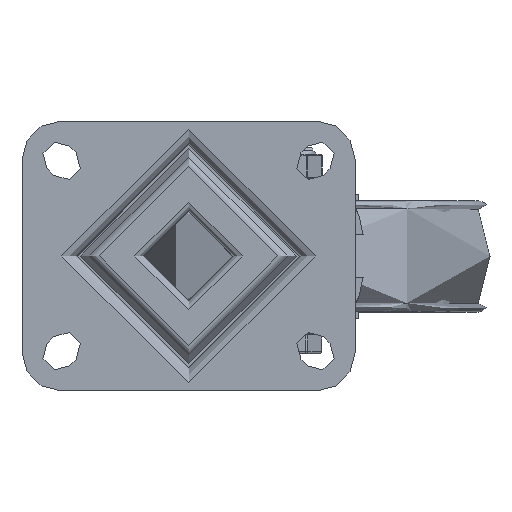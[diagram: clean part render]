
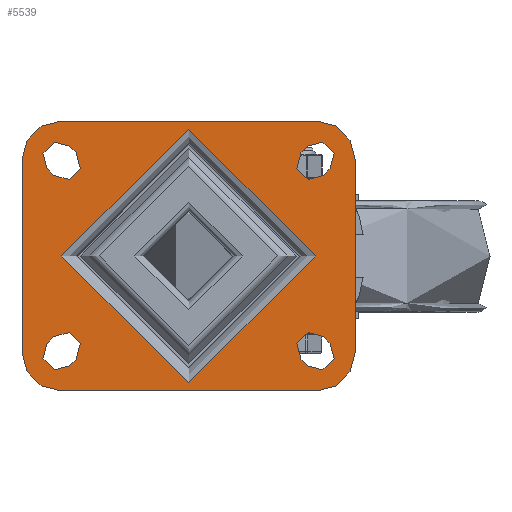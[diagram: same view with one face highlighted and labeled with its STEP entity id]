
A CAD part, top view. The second image highlights one B-rep face of the part: STEP entity #5539.
In plain terms, the highlighted planar face has unit normal (0, 0, 1).
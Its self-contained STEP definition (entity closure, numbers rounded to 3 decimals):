
#404=FACE_BOUND('',#989,.T.);
#405=FACE_BOUND('',#990,.T.);
#406=FACE_BOUND('',#991,.T.);
#407=FACE_BOUND('',#992,.T.);
#408=FACE_BOUND('',#993,.T.);
#454=PLANE('',#6045);
#631=FACE_OUTER_BOUND('',#988,.T.);
#988=EDGE_LOOP('',(#3849,#3850,#3851,#3852,#3853,#3854,#3855,#3856));
#989=EDGE_LOOP('',(#3857));
#990=EDGE_LOOP('',(#3858,#3859,#3860,#3861));
#991=EDGE_LOOP('',(#3862,#3863,#3864,#3865));
#992=EDGE_LOOP('',(#3866,#3867,#3868,#3869));
#993=EDGE_LOOP('',(#3870,#3871,#3872,#3873));
#1399=LINE('',#8219,#1797);
#1400=LINE('',#8220,#1798);
#1401=LINE('',#8221,#1799);
#1402=LINE('',#8222,#1800);
#1403=LINE('',#8223,#1801);
#1404=LINE('',#8224,#1802);
#1405=LINE('',#8225,#1803);
#1406=LINE('',#8226,#1804);
#1407=LINE('',#8227,#1805);
#1408=LINE('',#8228,#1806);
#1409=LINE('',#8229,#1807);
#1410=LINE('',#8230,#1808);
#1797=VECTOR('',#6719,1000.);
#1798=VECTOR('',#6720,1000.);
#1799=VECTOR('',#6721,1000.);
#1800=VECTOR('',#6722,1000.);
#1801=VECTOR('',#6723,1000.);
#1802=VECTOR('',#6724,1000.);
#1803=VECTOR('',#6725,1000.);
#1804=VECTOR('',#6726,1000.);
#1805=VECTOR('',#6727,1000.);
#1806=VECTOR('',#6728,1000.);
#1807=VECTOR('',#6729,1000.);
#1808=VECTOR('',#6730,1000.);
#2153=CIRCLE('',#5975,5.);
#2156=CIRCLE('',#5979,5.);
#2157=CIRCLE('',#5981,5.);
#2160=CIRCLE('',#5985,5.);
#2161=CIRCLE('',#5987,5.);
#2164=CIRCLE('',#5991,5.);
#2165=CIRCLE('',#5993,5.);
#2168=CIRCLE('',#5997,5.);
#2170=CIRCLE('',#6000,12.);
#2172=CIRCLE('',#6003,12.);
#2174=CIRCLE('',#6006,12.);
#2176=CIRCLE('',#6009,12.);
#2185=CIRCLE('',#6023,40.);
#2375=VERTEX_POINT('',#8041);
#2376=VERTEX_POINT('',#8042);
#2381=VERTEX_POINT('',#8053);
#2382=VERTEX_POINT('',#8055);
#2383=VERTEX_POINT('',#8059);
#2384=VERTEX_POINT('',#8060);
#2389=VERTEX_POINT('',#8071);
#2390=VERTEX_POINT('',#8073);
#2391=VERTEX_POINT('',#8077);
#2392=VERTEX_POINT('',#8078);
#2397=VERTEX_POINT('',#8089);
#2398=VERTEX_POINT('',#8091);
#2399=VERTEX_POINT('',#8095);
#2400=VERTEX_POINT('',#8096);
#2405=VERTEX_POINT('',#8107);
#2406=VERTEX_POINT('',#8109);
#2409=VERTEX_POINT('',#8116);
#2410=VERTEX_POINT('',#8118);
#2413=VERTEX_POINT('',#8125);
#2414=VERTEX_POINT('',#8127);
#2417=VERTEX_POINT('',#8134);
#2418=VERTEX_POINT('',#8136);
#2421=VERTEX_POINT('',#8143);
#2422=VERTEX_POINT('',#8145);
#2429=VERTEX_POINT('',#8169);
#2900=EDGE_CURVE('',#2375,#2376,#2153,.T.);
#2906=EDGE_CURVE('',#2381,#2382,#2156,.T.);
#2908=EDGE_CURVE('',#2383,#2384,#2157,.T.);
#2914=EDGE_CURVE('',#2389,#2390,#2160,.T.);
#2916=EDGE_CURVE('',#2391,#2392,#2161,.T.);
#2922=EDGE_CURVE('',#2397,#2398,#2164,.T.);
#2924=EDGE_CURVE('',#2399,#2400,#2165,.T.);
#2930=EDGE_CURVE('',#2405,#2406,#2168,.T.);
#2934=EDGE_CURVE('',#2409,#2410,#2170,.T.);
#2938=EDGE_CURVE('',#2413,#2414,#2172,.T.);
#2942=EDGE_CURVE('',#2417,#2418,#2174,.T.);
#2946=EDGE_CURVE('',#2421,#2422,#2176,.T.);
#2958=EDGE_CURVE('',#2429,#2429,#2185,.T.);
#2987=EDGE_CURVE('',#2418,#2421,#1399,.T.);
#2988=EDGE_CURVE('',#2414,#2417,#1400,.T.);
#2989=EDGE_CURVE('',#2410,#2413,#1401,.T.);
#2990=EDGE_CURVE('',#2422,#2409,#1402,.T.);
#2991=EDGE_CURVE('',#2400,#2405,#1403,.T.);
#2992=EDGE_CURVE('',#2406,#2399,#1404,.T.);
#2993=EDGE_CURVE('',#2392,#2397,#1405,.T.);
#2994=EDGE_CURVE('',#2398,#2391,#1406,.T.);
#2995=EDGE_CURVE('',#2384,#2389,#1407,.T.);
#2996=EDGE_CURVE('',#2390,#2383,#1408,.T.);
#2997=EDGE_CURVE('',#2376,#2381,#1409,.T.);
#2998=EDGE_CURVE('',#2382,#2375,#1410,.T.);
#3849=ORIENTED_EDGE('',*,*,#2946,.F.);
#3850=ORIENTED_EDGE('',*,*,#2987,.F.);
#3851=ORIENTED_EDGE('',*,*,#2942,.F.);
#3852=ORIENTED_EDGE('',*,*,#2988,.F.);
#3853=ORIENTED_EDGE('',*,*,#2938,.F.);
#3854=ORIENTED_EDGE('',*,*,#2989,.F.);
#3855=ORIENTED_EDGE('',*,*,#2934,.F.);
#3856=ORIENTED_EDGE('',*,*,#2990,.F.);
#3857=ORIENTED_EDGE('',*,*,#2958,.F.);
#3858=ORIENTED_EDGE('',*,*,#2930,.F.);
#3859=ORIENTED_EDGE('',*,*,#2991,.F.);
#3860=ORIENTED_EDGE('',*,*,#2924,.F.);
#3861=ORIENTED_EDGE('',*,*,#2992,.F.);
#3862=ORIENTED_EDGE('',*,*,#2922,.F.);
#3863=ORIENTED_EDGE('',*,*,#2993,.F.);
#3864=ORIENTED_EDGE('',*,*,#2916,.F.);
#3865=ORIENTED_EDGE('',*,*,#2994,.F.);
#3866=ORIENTED_EDGE('',*,*,#2914,.F.);
#3867=ORIENTED_EDGE('',*,*,#2995,.F.);
#3868=ORIENTED_EDGE('',*,*,#2908,.F.);
#3869=ORIENTED_EDGE('',*,*,#2996,.F.);
#3870=ORIENTED_EDGE('',*,*,#2906,.F.);
#3871=ORIENTED_EDGE('',*,*,#2997,.F.);
#3872=ORIENTED_EDGE('',*,*,#2900,.F.);
#3873=ORIENTED_EDGE('',*,*,#2998,.F.);
#5539=ADVANCED_FACE('',(#631,#404,#405,#406,#407,#408),#454,.T.);
#5975=AXIS2_PLACEMENT_3D('',#8043,#6535,#6536);
#5979=AXIS2_PLACEMENT_3D('',#8056,#6546,#6547);
#5981=AXIS2_PLACEMENT_3D('',#8061,#6551,#6552);
#5985=AXIS2_PLACEMENT_3D('',#8074,#6562,#6563);
#5987=AXIS2_PLACEMENT_3D('',#8079,#6567,#6568);
#5991=AXIS2_PLACEMENT_3D('',#8092,#6578,#6579);
#5993=AXIS2_PLACEMENT_3D('',#8097,#6583,#6584);
#5997=AXIS2_PLACEMENT_3D('',#8110,#6594,#6595);
#6000=AXIS2_PLACEMENT_3D('',#8119,#6602,#6603);
#6003=AXIS2_PLACEMENT_3D('',#8128,#6610,#6611);
#6006=AXIS2_PLACEMENT_3D('',#8137,#6618,#6619);
#6009=AXIS2_PLACEMENT_3D('',#8146,#6626,#6627);
#6023=AXIS2_PLACEMENT_3D('',#8170,#6657,#6658);
#6045=AXIS2_PLACEMENT_3D('',#8218,#6717,#6718);
#6535=DIRECTION('center_axis',(0.,0.,1.));
#6536=DIRECTION('ref_axis',(-1.,0.,0.));
#6546=DIRECTION('center_axis',(0.,0.,1.));
#6547=DIRECTION('ref_axis',(-1.,0.,0.));
#6551=DIRECTION('center_axis',(0.,0.,1.));
#6552=DIRECTION('ref_axis',(-1.,0.,0.));
#6562=DIRECTION('center_axis',(0.,0.,1.));
#6563=DIRECTION('ref_axis',(-1.,0.,0.));
#6567=DIRECTION('center_axis',(0.,0.,1.));
#6568=DIRECTION('ref_axis',(1.,0.,0.));
#6578=DIRECTION('center_axis',(0.,0.,1.));
#6579=DIRECTION('ref_axis',(1.,0.,0.));
#6583=DIRECTION('center_axis',(0.,0.,1.));
#6584=DIRECTION('ref_axis',(1.,0.,0.));
#6594=DIRECTION('center_axis',(0.,0.,1.));
#6595=DIRECTION('ref_axis',(1.,0.,0.));
#6602=DIRECTION('center_axis',(0.,0.,-1.));
#6603=DIRECTION('ref_axis',(-0.707,0.707,0.));
#6610=DIRECTION('center_axis',(0.,0.,-1.));
#6611=DIRECTION('ref_axis',(0.707,0.707,0.));
#6618=DIRECTION('center_axis',(0.,0.,-1.));
#6619=DIRECTION('ref_axis',(0.707,-0.707,0.));
#6626=DIRECTION('center_axis',(0.,0.,-1.));
#6627=DIRECTION('ref_axis',(-0.707,-0.707,0.));
#6657=DIRECTION('center_axis',(0.,0.,1.));
#6658=DIRECTION('ref_axis',(1.,0.,0.));
#6717=DIRECTION('center_axis',(0.,0.,1.));
#6718=DIRECTION('ref_axis',(1.,0.,0.));
#6719=DIRECTION('',(-1.,0.,0.));
#6720=DIRECTION('',(0.,-1.,0.));
#6721=DIRECTION('',(1.,0.,0.));
#6722=DIRECTION('',(0.,1.,0.));
#6723=DIRECTION('',(0.707,-0.707,0.));
#6724=DIRECTION('',(-0.707,0.707,0.));
#6725=DIRECTION('',(0.707,0.707,0.));
#6726=DIRECTION('',(-0.707,-0.707,0.));
#6727=DIRECTION('',(-0.707,-0.707,0.));
#6728=DIRECTION('',(0.707,0.707,0.));
#6729=DIRECTION('',(-0.707,0.707,0.));
#6730=DIRECTION('',(0.707,-0.707,0.));
#8041=CARTESIAN_POINT('',(37.525,-34.596,2.5));
#8042=CARTESIAN_POINT('',(44.596,-27.525,2.5));
#8043=CARTESIAN_POINT('Origin',(41.061,-31.061,2.5));
#8053=CARTESIAN_POINT('',(42.475,-25.404,2.5));
#8055=CARTESIAN_POINT('',(35.404,-32.475,2.5));
#8056=CARTESIAN_POINT('Origin',(38.939,-28.939,2.5));
#8059=CARTESIAN_POINT('',(44.596,27.525,2.5));
#8060=CARTESIAN_POINT('',(37.525,34.596,2.5));
#8061=CARTESIAN_POINT('Origin',(41.061,31.061,2.5));
#8071=CARTESIAN_POINT('',(35.404,32.475,2.5));
#8073=CARTESIAN_POINT('',(42.475,25.404,2.5));
#8074=CARTESIAN_POINT('Origin',(38.939,28.939,2.5));
#8077=CARTESIAN_POINT('',(-44.596,-27.525,2.5));
#8078=CARTESIAN_POINT('',(-37.525,-34.596,2.5));
#8079=CARTESIAN_POINT('Origin',(-41.061,-31.061,2.5));
#8089=CARTESIAN_POINT('',(-35.404,-32.475,2.5));
#8091=CARTESIAN_POINT('',(-42.475,-25.404,2.5));
#8092=CARTESIAN_POINT('Origin',(-38.939,-28.939,2.5));
#8095=CARTESIAN_POINT('',(-37.525,34.596,2.5));
#8096=CARTESIAN_POINT('',(-44.596,27.525,2.5));
#8097=CARTESIAN_POINT('Origin',(-41.061,31.061,2.5));
#8107=CARTESIAN_POINT('',(-42.475,25.404,2.5));
#8109=CARTESIAN_POINT('',(-35.404,32.475,2.5));
#8110=CARTESIAN_POINT('Origin',(-38.939,28.939,2.5));
#8116=CARTESIAN_POINT('',(-52.5,30.5,2.5));
#8118=CARTESIAN_POINT('',(-40.5,42.5,2.5));
#8119=CARTESIAN_POINT('Origin',(-40.5,30.5,2.5));
#8125=CARTESIAN_POINT('',(40.5,42.5,2.5));
#8127=CARTESIAN_POINT('',(52.5,30.5,2.5));
#8128=CARTESIAN_POINT('Origin',(40.5,30.5,2.5));
#8134=CARTESIAN_POINT('',(52.5,-30.5,2.5));
#8136=CARTESIAN_POINT('',(40.5,-42.5,2.5));
#8137=CARTESIAN_POINT('Origin',(40.5,-30.5,2.5));
#8143=CARTESIAN_POINT('',(-40.5,-42.5,2.5));
#8145=CARTESIAN_POINT('',(-52.5,-30.5,2.5));
#8146=CARTESIAN_POINT('Origin',(-40.5,-30.5,2.5));
#8169=CARTESIAN_POINT('',(40.,0.,2.5));
#8170=CARTESIAN_POINT('Origin',(0.,0.,2.5));
#8218=CARTESIAN_POINT('Origin',(0.,0.,2.5));
#8219=CARTESIAN_POINT('',(52.5,-42.5,2.5));
#8220=CARTESIAN_POINT('',(52.5,42.5,2.5));
#8221=CARTESIAN_POINT('',(-52.5,42.5,2.5));
#8222=CARTESIAN_POINT('',(-52.5,-42.5,2.5));
#8223=CARTESIAN_POINT('',(-44.596,27.525,2.5));
#8224=CARTESIAN_POINT('',(-37.525,34.596,2.5));
#8225=CARTESIAN_POINT('',(-37.525,-34.596,2.5));
#8226=CARTESIAN_POINT('',(-44.596,-27.525,2.5));
#8227=CARTESIAN_POINT('',(37.525,34.596,2.5));
#8228=CARTESIAN_POINT('',(44.596,27.525,2.5));
#8229=CARTESIAN_POINT('',(44.596,-27.525,2.5));
#8230=CARTESIAN_POINT('',(37.525,-34.596,2.5));
